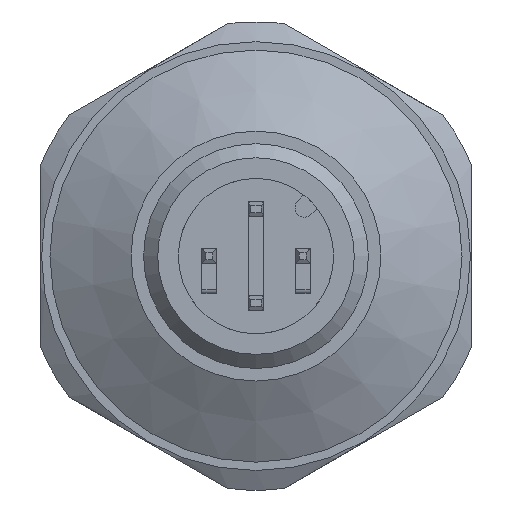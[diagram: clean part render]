
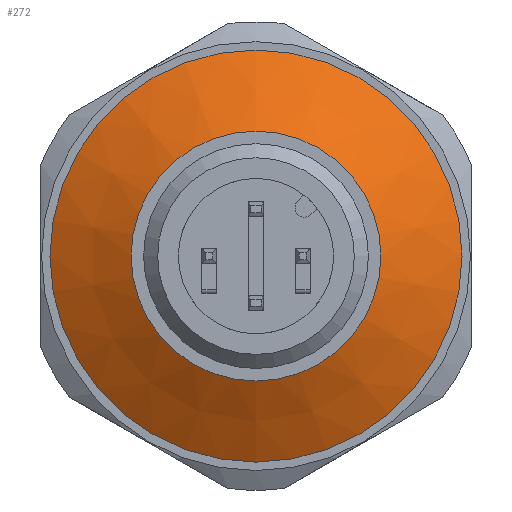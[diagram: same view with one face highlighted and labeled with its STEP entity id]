
A CAD part, front view. The second image highlights one B-rep face of the part: STEP entity #272.
In plain terms, the highlighted conical face has half-angle 60 degrees and reference radius 6.67 mm.
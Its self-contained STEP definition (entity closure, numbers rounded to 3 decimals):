
#272 = ADVANCED_FACE( '', ( #620, #621 ), #622, .T. );
#620 = FACE_OUTER_BOUND( '', #1042, .T. );
#621 = FACE_BOUND( '', #1043, .T. );
#622 = CONICAL_SURFACE( '', #1044, 6.67, 1.047 );
#1042 = EDGE_LOOP( '', ( #1767 ) );
#1043 = EDGE_LOOP( '', ( #1768 ) );
#1044 = AXIS2_PLACEMENT_3D( '', #1769, #1770, #1771 );
#1767 = ORIENTED_EDGE( '', *, *, #2609, .F. );
#1768 = ORIENTED_EDGE( '', *, *, #2461, .T. );
#1769 = CARTESIAN_POINT( '', ( 0., -79., 0. ) );
#1770 = DIRECTION( '', ( 0., 1., 0. ) );
#1771 = DIRECTION( '', ( 0., 0., 1. ) );
#2461 = EDGE_CURVE( '', #2965, #2965, #2966, .T. );
#2609 = EDGE_CURVE( '', #3192, #3192, #3193, .T. );
#2965 = VERTEX_POINT( '', #3689 );
#2966 = CIRCLE( '', #3690, 6.67 );
#3192 = VERTEX_POINT( '', #4073 );
#3193 = CIRCLE( '', #4074, 11. );
#3689 = CARTESIAN_POINT( '', ( 0., -79., 6.67 ) );
#3690 = AXIS2_PLACEMENT_3D( '', #4473, #4474, #4475 );
#4073 = CARTESIAN_POINT( '', ( 0., -76.5, 11. ) );
#4074 = AXIS2_PLACEMENT_3D( '', #4647, #4648, #4649 );
#4473 = CARTESIAN_POINT( '', ( 0., -79., 0. ) );
#4474 = DIRECTION( '', ( 0., 1., 0. ) );
#4475 = DIRECTION( '', ( 0., 0., 1. ) );
#4647 = CARTESIAN_POINT( '', ( 0., -76.5, 0. ) );
#4648 = DIRECTION( '', ( 0., 1., 0. ) );
#4649 = DIRECTION( '', ( 0., 0., 1. ) );
